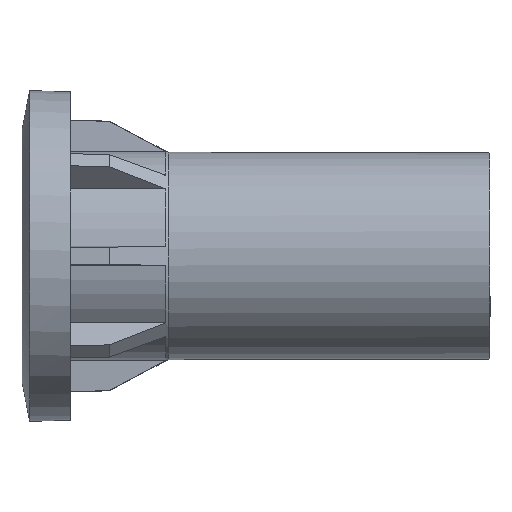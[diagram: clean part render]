
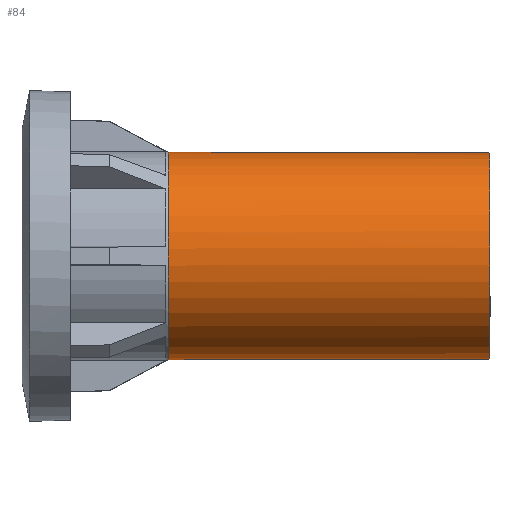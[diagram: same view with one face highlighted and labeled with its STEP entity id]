
A CAD part, top view. The second image highlights one B-rep face of the part: STEP entity #84.
In plain terms, the highlighted free-form (B-spline) face has degree [8, 1] with [9, 2] control points.
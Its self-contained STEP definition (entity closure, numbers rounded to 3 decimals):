
#84=ADVANCED_FACE('',(#203),#204,.T.);
#203=FACE_OUTER_BOUND('',#440,.T.);
#204=B_SPLINE_SURFACE_WITH_KNOTS('',8,1,((#441,#442),(#443,#444),(#445,#446),(#447,#448),(#449,#450),(#451,#452),(#453,#454),(#455,#456),(#457,#458)),.UNSPECIFIED.,.F.,.F.,.F.,(9,9),(2,2),(-6.284,-3.141),(7999.999,8050.001),.UNSPECIFIED.);
#440=EDGE_LOOP('',(#991,#992,#993,#994));
#441=CARTESIAN_POINT('',(0.001,-16.,-0.016));
#442=CARTESIAN_POINT('',(-50.001,-16.1,-0.016));
#443=CARTESIAN_POINT('',(0.001,-16.006,6.271));
#444=CARTESIAN_POINT('',(-50.001,-16.106,6.31));
#445=CARTESIAN_POINT('',(0.001,-13.19,12.561));
#446=CARTESIAN_POINT('',(-50.001,-13.272,12.64));
#447=CARTESIAN_POINT('',(0.001,-7.55,17.374));
#448=CARTESIAN_POINT('',(-50.001,-7.597,17.483));
#449=CARTESIAN_POINT('',(0.001,0.002,19.233));
#450=CARTESIAN_POINT('',(-50.001,0.002,19.354));
#451=CARTESIAN_POINT('',(0.001,7.548,17.374));
#452=CARTESIAN_POINT('',(-50.001,7.596,17.483));
#453=CARTESIAN_POINT('',(0.001,13.189,12.561));
#454=CARTESIAN_POINT('',(-50.001,13.272,12.64));
#455=CARTESIAN_POINT('',(0.001,16.006,6.271));
#456=CARTESIAN_POINT('',(-50.001,16.106,6.31));
#457=CARTESIAN_POINT('',(0.001,16.,-0.016));
#458=CARTESIAN_POINT('',(-50.001,16.1,-0.016));
#991=ORIENTED_EDGE('',*,*,#1332,.T.);
#992=ORIENTED_EDGE('',*,*,#1323,.T.);
#993=ORIENTED_EDGE('',*,*,#1334,.T.);
#994=ORIENTED_EDGE('',*,*,#1336,.F.);
#1323=EDGE_CURVE('',#1501,#1502,#1503,.T.);
#1332=EDGE_CURVE('',#1514,#1501,#1515,.T.);
#1334=EDGE_CURVE('',#1502,#1516,#1518,.T.);
#1336=EDGE_CURVE('',#1514,#1516,#1520,.T.);
#1501=VERTEX_POINT('',#1791);
#1502=VERTEX_POINT('',#1792);
#1503=B_SPLINE_CURVE_WITH_KNOTS('',8,(#1793,#1794,#1795,#1796,#1797,#1798,#1799,#1800,#1801),.UNSPECIFIED.,.F.,.F.,(9,9),(0.,0.05),.UNSPECIFIED.);
#1514=VERTEX_POINT('',#1838);
#1515=LINE('',#1839,#1840);
#1516=VERTEX_POINT('',#1841);
#1518=LINE('',#1851,#1852);
#1520=B_SPLINE_CURVE_WITH_KNOTS('',8,(#1854,#1855,#1856,#1857,#1858,#1859,#1860,#1861,#1862),.UNSPECIFIED.,.F.,.F.,(9,9),(-6.283,-3.142),.UNSPECIFIED.);
#1791=CARTESIAN_POINT('',(0.0,-16.,0.));
#1792=CARTESIAN_POINT('',(0.0,16.,0.));
#1793=CARTESIAN_POINT('',(0.0,-16.,0.));
#1794=CARTESIAN_POINT('',(0.0,-16.,6.283));
#1795=CARTESIAN_POINT('',(0.0,-13.181,12.566));
#1796=CARTESIAN_POINT('',(0.0,-7.544,17.373));
#1797=CARTESIAN_POINT('',(0.0,0.002,19.229));
#1798=CARTESIAN_POINT('',(0.0,7.542,17.373));
#1799=CARTESIAN_POINT('',(0.0,13.18,12.566));
#1800=CARTESIAN_POINT('',(0.0,16.,6.283));
#1801=CARTESIAN_POINT('',(0.0,16.,0.));
#1838=CARTESIAN_POINT('',(-50.,-16.1,0.));
#1839=CARTESIAN_POINT('',(-25.0,-16.05,0.));
#1840=VECTOR('',#2676,1000.0);
#1841=CARTESIAN_POINT('',(-50.,16.1,0.));
#1851=CARTESIAN_POINT('',(-25.0,16.05,0.));
#1852=VECTOR('',#2677,1000.0);
#1854=CARTESIAN_POINT('',(-50.,-16.1,0.));
#1855=CARTESIAN_POINT('',(-50.,-16.1,6.322));
#1856=CARTESIAN_POINT('',(-50.,-13.263,12.645));
#1857=CARTESIAN_POINT('',(-50.,-7.591,17.481));
#1858=CARTESIAN_POINT('',(-50.,0.002,19.349));
#1859=CARTESIAN_POINT('',(-50.,7.589,17.481));
#1860=CARTESIAN_POINT('',(-50.,13.263,12.645));
#1861=CARTESIAN_POINT('',(-50.,16.1,6.322));
#1862=CARTESIAN_POINT('',(-50.,16.1,0.));
#2676=DIRECTION('',(1.,0.002,0.));
#2677=DIRECTION('',(-1.,0.002,0.));
